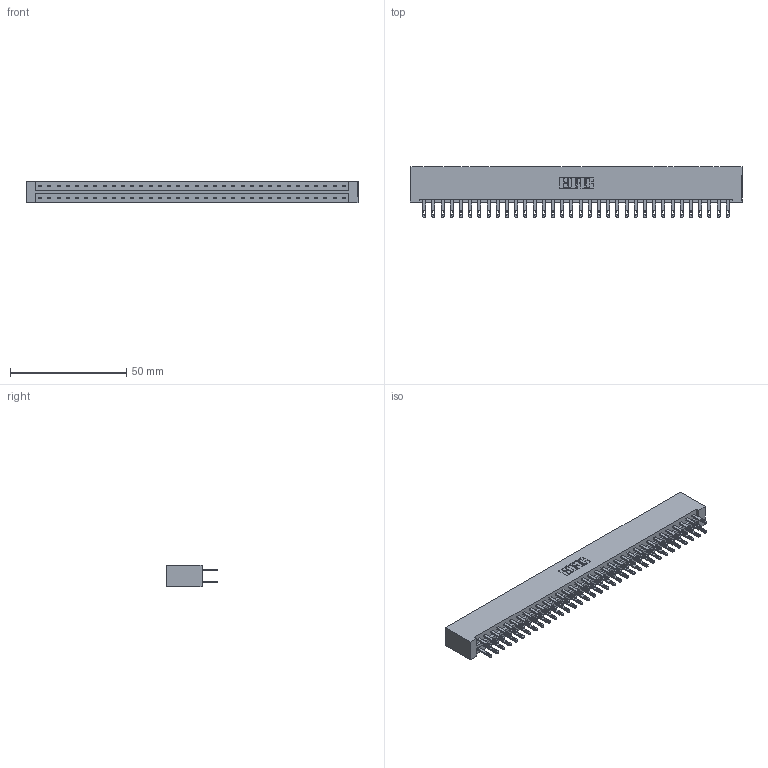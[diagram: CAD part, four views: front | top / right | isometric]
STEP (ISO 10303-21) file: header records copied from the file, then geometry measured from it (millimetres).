
FILE_DESCRIPTION (( 'STEP AP203' ), '1' );
FILE_NAME ('333-068-500-201.STEP', '2018-08-04T12:19:40', ( '' ), ( '' ), 'SwSTEP 2.0', 'SolidWorks 2016', '' );
FILE_SCHEMA (( 'CONFIG_CONTROL_DESIGN' ));
Length unit declared in the file: inch
Products named in the file (3): 333 Part_Lugless; 345-292-001_345-293-100; 333-068-500-201
Assembly tree (69 placements, depth 2):
  333-068-500-201
    333 Part_Lugless
    345-292-001_345-293-100  x68
Bounding box: 142.98 x 21.85 x 9.4 mm (x, y, z)
Volume: 15362.3 mm3; surface area: 18848.8 mm2
Topology: 69 solids, 69 shells, 3370 faces, 10283 edges, 6854 vertices
Faces by surface type: plane 2106, cylinder 1264
Entity records: 22561 total; most frequent: CARTESIAN_POINT 3746, ORIENTED_EDGE 3682, DIRECTION 3209, EDGE_CURVE 1841, LINE 1717, VECTOR 1717, VERTEX_POINT 1226, AXIS2_PLACEMENT_3D 746
